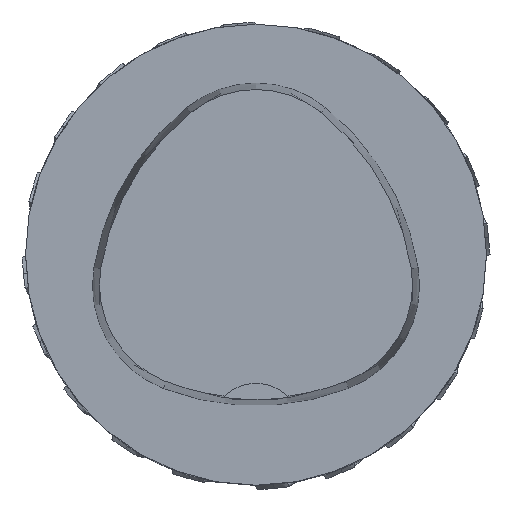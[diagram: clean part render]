
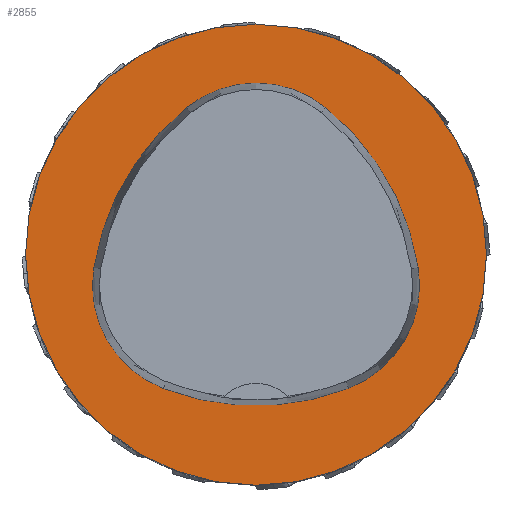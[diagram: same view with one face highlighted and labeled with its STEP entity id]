
A CAD part, top view. The second image highlights one B-rep face of the part: STEP entity #2855.
In plain terms, the highlighted planar face has unit normal (0, 0, 1).
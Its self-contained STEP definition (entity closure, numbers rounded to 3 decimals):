
#686=FACE_BOUND('',#4515,.T.);
#687=FACE_BOUND('',#4516,.T.);
#2855=ADVANCED_FACE('',(#686,#687),#3443,.T.);
#3443=PLANE('',#13615);
#4515=EDGE_LOOP('',(#6660,#6661,#6662,#6663,#6664,#6665));
#4516=EDGE_LOOP('',(#6666));
#6660=ORIENTED_EDGE('',*,*,#10957,.T.);
#6661=ORIENTED_EDGE('',*,*,#10937,.T.);
#6662=ORIENTED_EDGE('',*,*,#10941,.T.);
#6663=ORIENTED_EDGE('',*,*,#10944,.T.);
#6664=ORIENTED_EDGE('',*,*,#10947,.T.);
#6665=ORIENTED_EDGE('',*,*,#10955,.T.);
#6666=ORIENTED_EDGE('',*,*,#10271,.F.);
#9024=VERTEX_POINT('',#19039);
#9444=VERTEX_POINT('',#46060);
#9445=VERTEX_POINT('',#46061);
#9448=VERTEX_POINT('',#46069);
#9450=VERTEX_POINT('',#46075);
#9452=VERTEX_POINT('',#46081);
#9459=VERTEX_POINT('',#46102);
#10271=EDGE_CURVE('',#9024,#9024,#12035,.T.);
#10937=EDGE_CURVE('',#9444,#9445,#12245,.T.);
#10941=EDGE_CURVE('',#9445,#9448,#12247,.T.);
#10944=EDGE_CURVE('',#9448,#9450,#12249,.T.);
#10947=EDGE_CURVE('',#9450,#9452,#12251,.T.);
#10955=EDGE_CURVE('',#9452,#9459,#12255,.T.);
#10957=EDGE_CURVE('',#9459,#9444,#12257,.T.);
#12035=CIRCLE('',#13129,25.);
#12245=CIRCLE('',#13593,28.);
#12247=CIRCLE('',#13596,12.);
#12249=CIRCLE('',#13599,28.);
#12251=CIRCLE('',#13602,12.);
#12255=CIRCLE('',#13607,28.);
#12257=CIRCLE('',#13610,12.);
#13129=AXIS2_PLACEMENT_3D('',#19038,#15042,#15043);
#13593=AXIS2_PLACEMENT_3D('',#46059,#16028,#16029);
#13596=AXIS2_PLACEMENT_3D('',#46068,#16036,#16037);
#13599=AXIS2_PLACEMENT_3D('',#46074,#16043,#16044);
#13602=AXIS2_PLACEMENT_3D('',#46080,#16050,#16051);
#13607=AXIS2_PLACEMENT_3D('',#46103,#16062,#16063);
#13610=AXIS2_PLACEMENT_3D('',#46106,#16068,#16069);
#13615=AXIS2_PLACEMENT_3D('',#46111,#16078,#16079);
#15042=DIRECTION('',(0.,0.,-1.));
#15043=DIRECTION('',(-1.,0.,0.));
#16028=DIRECTION('',(0.,0.,-1.));
#16029=DIRECTION('',(-1.,0.,0.));
#16036=DIRECTION('',(0.,0.,-1.));
#16037=DIRECTION('',(-1.,0.,0.));
#16043=DIRECTION('',(0.,0.,-1.));
#16044=DIRECTION('',(-1.,0.,0.));
#16050=DIRECTION('',(0.,0.,-1.));
#16051=DIRECTION('',(-1.,0.,0.));
#16062=DIRECTION('',(0.,0.,-1.));
#16063=DIRECTION('',(-1.,0.,0.));
#16068=DIRECTION('',(0.,0.,-1.));
#16069=DIRECTION('',(-1.,0.,0.));
#16078=DIRECTION('',(0.,0.,1.));
#16079=DIRECTION('',(1.,0.,0.));
#19038=CARTESIAN_POINT('',(0.,0.,0.));
#19039=CARTESIAN_POINT('',(-25.,0.,0.));
#46059=CARTESIAN_POINT('',(10.068,-5.824,0.));
#46060=CARTESIAN_POINT('',(-17.584,-1.424,0.));
#46061=CARTESIAN_POINT('',(-7.531,15.953,0.));
#46068=CARTESIAN_POINT('',(0.011,6.62,0.));
#46069=CARTESIAN_POINT('',(7.567,15.942,0.));
#46074=CARTESIAN_POINT('',(-10.063,-5.81,0.));
#46075=CARTESIAN_POINT('',(17.59,-1.418,0.));
#46080=CARTESIAN_POINT('',(5.739,-3.3,0.));
#46081=CARTESIAN_POINT('',(10.05,-14.499,0.));
#46102=CARTESIAN_POINT('',(-10.025,-14.516,0.));
#46103=CARTESIAN_POINT('',(-0.01,11.631,0.));
#46106=CARTESIAN_POINT('',(-5.733,-3.31,0.));
#46111=CARTESIAN_POINT('',(0.,0.,0.));
